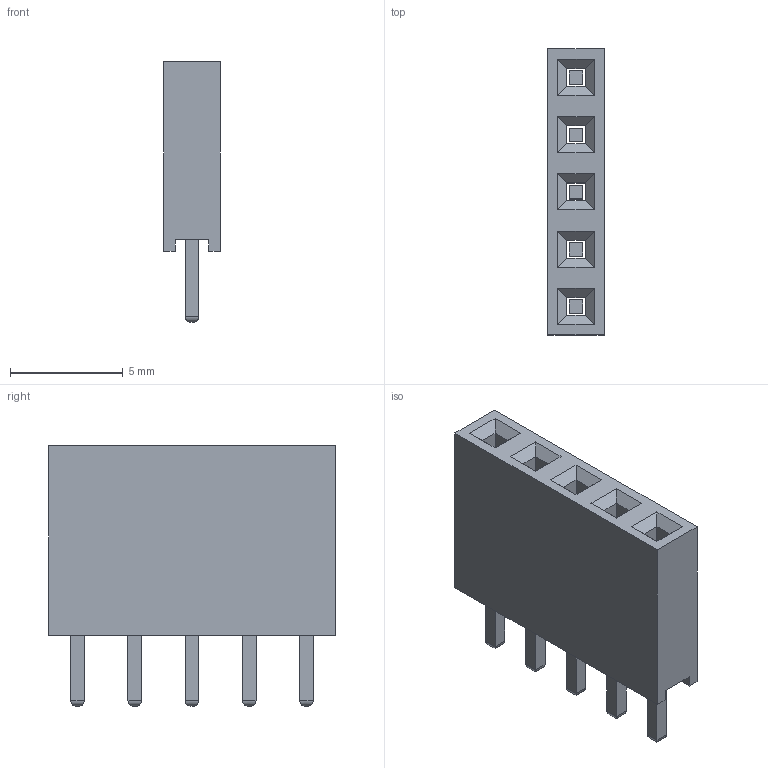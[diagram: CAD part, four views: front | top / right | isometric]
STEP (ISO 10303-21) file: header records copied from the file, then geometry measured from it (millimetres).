
FILE_DESCRIPTION (( 'STEP AP214' ), '1' );
FILE_NAME ('9E89DA51-F456-42F4-861E-842F6683694C.STEP', '2022-11-09T13:59:55', ( '' ), ( '' ), 'SwSTEP 2.0', 'SolidWorks 2022', '' );
FILE_SCHEMA (( 'AUTOMOTIVE_DESIGN' ));
Length unit declared in the file: millimetre
Products named in the file (1): 9E89DA51-F456-42F4-861E-842F6683694C
Bounding box: 2.5 x 12.7 x 11.55 mm (x, y, z)
Volume: 237.6 mm3; surface area: 500.2 mm2
Topology: 6 solids, 6 shells, 100 faces, 224 edges, 136 vertices
Faces by surface type: plane 80, cylinder 20
Entity records: 2767 total; most frequent: CARTESIAN_POINT 521, ORIENTED_EDGE 448, DIRECTION 406, EDGE_CURVE 224, LINE 204, VECTOR 204, VERTEX_POINT 136, EDGE_LOOP 110
